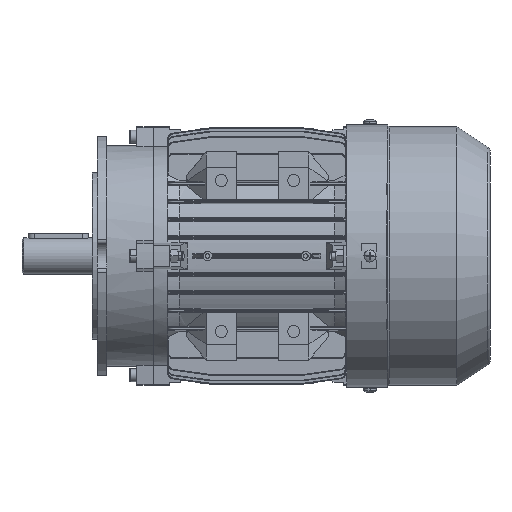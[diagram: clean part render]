
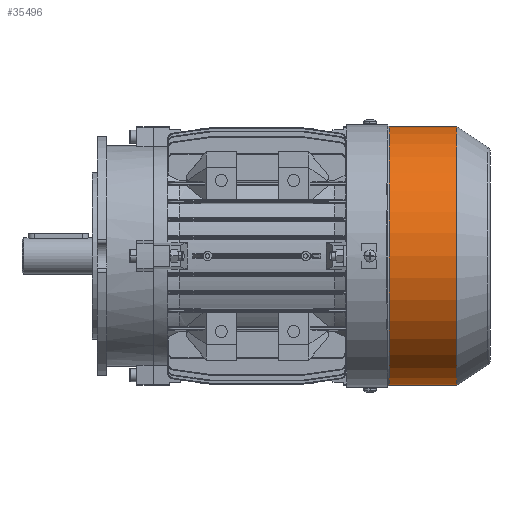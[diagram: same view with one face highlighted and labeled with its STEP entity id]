
A CAD part, front view. The second image highlights one B-rep face of the part: STEP entity #35496.
In plain terms, the highlighted cylindrical face has radius 85.8 mm (diameter 171.6 mm), a partial arc.
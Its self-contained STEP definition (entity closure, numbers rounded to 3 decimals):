
#2284 = DIRECTION ( 'NONE',  ( 0., 0., 1. ) ) ;
#2285 = DIRECTION ( 'NONE',  ( -1., 0., 0. ) ) ;
#2286 = CARTESIAN_POINT ( 'NONE',  ( 0., 0., 0. ) ) ;
#2287 = AXIS2_PLACEMENT_3D ( 'NONE', #2286, #2285, #2284 ) ;
#2289 = CYLINDRICAL_SURFACE ( 'NONE', #2287, 85.8 ) ;
#2290 = FACE_OUTER_BOUND ( 'NONE', #35497, .T. ) ;
#2291 = DIRECTION ( 'NONE',  ( 0., 0., 1. ) ) ;
#2292 = DIRECTION ( 'NONE',  ( -1., 0., 0. ) ) ;
#2293 = CARTESIAN_POINT ( 'NONE',  ( 73., 0., 0. ) ) ;
#2294 = AXIS2_PLACEMENT_3D ( 'NONE', #2293, #2292, #2291 ) ;
#2295 = CIRCLE ( 'NONE', #2294, 85.8 ) ;
#2453 = CIRCLE ( 'NONE', #2495, 85.8 ) ;
#2492 = DIRECTION ( 'NONE',  ( 0., 0., 1. ) ) ;
#2493 = DIRECTION ( 'NONE',  ( -1., 0., 0. ) ) ;
#2494 = CARTESIAN_POINT ( 'NONE',  ( 28.25, 0., 0. ) ) ;
#2495 = AXIS2_PLACEMENT_3D ( 'NONE', #2494, #2493, #2492 ) ;
#33390 = VERTEX_POINT ( 'NONE', #95117 ) ;
#33425 = VERTEX_POINT ( 'NONE', #95325 ) ;
#33428 = EDGE_CURVE ( 'NONE', #33425, #33458, #95320, .T. ) ;
#33437 = EDGE_CURVE ( 'NONE', #33390, #33457, #95414, .T. ) ;
#33457 = VERTEX_POINT ( 'NONE', #95463 ) ;
#33458 = VERTEX_POINT ( 'NONE', #95461 ) ;
#35495 = EDGE_CURVE ( 'NONE', #33425, #33390, #2295, .T. ) ;
#35496 = ADVANCED_FACE ( 'NONE', ( #2290 ), #2289, .T. ) ;
#35497 = EDGE_LOOP ( 'NONE', ( #35498, #35499, #35500, #35557 ) ) ;
#35498 = ORIENTED_EDGE ( 'NONE', *, *, #33428, .F. ) ;
#35499 = ORIENTED_EDGE ( 'NONE', *, *, #35495, .T. ) ;
#35500 = ORIENTED_EDGE ( 'NONE', *, *, #33437, .T. ) ;
#35557 = ORIENTED_EDGE ( 'NONE', *, *, #35558, .F. ) ;
#35558 = EDGE_CURVE ( 'NONE', #33458, #33457, #2453, .T. ) ;
#95117 = CARTESIAN_POINT ( 'NONE',  ( 73., 0., 85.8 ) ) ;
#95315 = DIRECTION ( 'NONE',  ( -1., 0., 0. ) ) ;
#95317 = VECTOR ( 'NONE', #95315, 1000. ) ;
#95319 = CARTESIAN_POINT ( 'NONE',  ( 0., 0., -85.8 ) ) ;
#95320 = LINE ( 'NONE', #95319, #95317 ) ;
#95325 = CARTESIAN_POINT ( 'NONE',  ( 73., 0., -85.8 ) ) ;
#95408 = DIRECTION ( 'NONE',  ( -1., 0., 0. ) ) ;
#95410 = VECTOR ( 'NONE', #95408, 1000. ) ;
#95412 = CARTESIAN_POINT ( 'NONE',  ( 0., 0., 85.8 ) ) ;
#95414 = LINE ( 'NONE', #95412, #95410 ) ;
#95461 = CARTESIAN_POINT ( 'NONE',  ( 28.25, 0., -85.8 ) ) ;
#95463 = CARTESIAN_POINT ( 'NONE',  ( 28.25, 0., 85.8 ) ) ;
